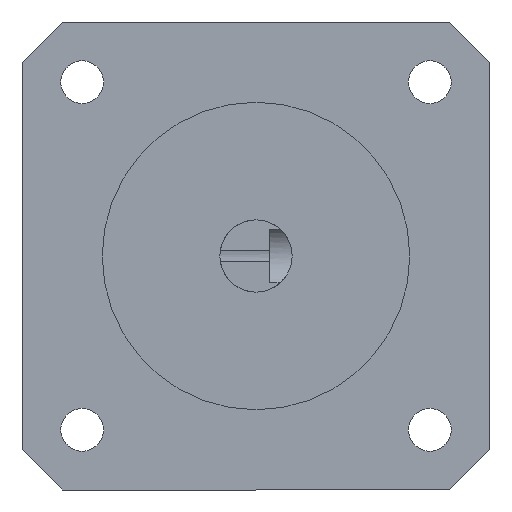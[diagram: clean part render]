
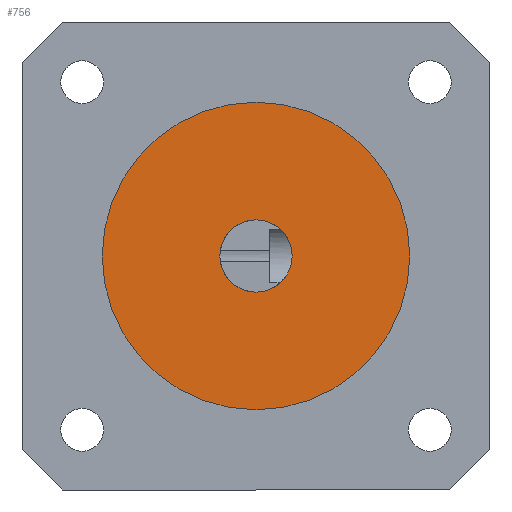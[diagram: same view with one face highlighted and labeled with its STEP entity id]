
A CAD part, left-side view. The second image highlights one B-rep face of the part: STEP entity #756.
In plain terms, the highlighted planar face has unit normal (-1, 0, 0).
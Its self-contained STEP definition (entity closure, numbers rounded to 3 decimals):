
#10 = EDGE_LOOP ( 'NONE', ( #2938, #45 ) ) ;
#45 = ORIENTED_EDGE ( 'NONE', *, *, #72, .T. ) ;
#49 = EDGE_CURVE ( 'NONE', #621, #2374, #2812, .T. ) ;
#72 = EDGE_CURVE ( 'NONE', #3165, #3371, #1074, .T. ) ;
#189 = FACE_BOUND ( 'NONE', #588, .T. ) ;
#222 = AXIS2_PLACEMENT_3D ( 'NONE', #2015, #2528, #1206 ) ;
#279 = CARTESIAN_POINT ( 'NONE',  ( -87., 4., 2.7 ) ) ;
#344 = DIRECTION ( 'NONE',  ( 0., 0., 1. ) ) ;
#588 = EDGE_LOOP ( 'NONE', ( #1513, #3206 ) ) ;
#621 = VERTEX_POINT ( 'NONE', #876 ) ;
#678 = EDGE_CURVE ( 'NONE', #2374, #621, #2804, .T. ) ;
#756 = ADVANCED_FACE ( 'NONE', ( #1725, #189 ), #1498, .T. ) ;
#791 = CIRCLE ( 'NONE', #1579, 11.5 ) ;
#876 = CARTESIAN_POINT ( 'NONE',  ( -87., 4., -2.7 ) ) ;
#1025 = EDGE_CURVE ( 'NONE', #3371, #3165, #791, .T. ) ;
#1074 = CIRCLE ( 'NONE', #3033, 11.5 ) ;
#1206 = DIRECTION ( 'NONE',  ( 0., 0., 1. ) ) ;
#1498 = PLANE ( 'NONE',  #222 ) ;
#1513 = ORIENTED_EDGE ( 'NONE', *, *, #678, .T. ) ;
#1541 = DIRECTION ( 'NONE',  ( -1., 0., 0. ) ) ;
#1579 = AXIS2_PLACEMENT_3D ( 'NONE', #3027, #2210, #344 ) ;
#1669 = DIRECTION ( 'NONE',  ( 0., 0., 1. ) ) ;
#1725 = FACE_OUTER_BOUND ( 'NONE', #10, .T. ) ;
#1962 = AXIS2_PLACEMENT_3D ( 'NONE', #2194, #3260, #1669 ) ;
#2011 = DIRECTION ( 'NONE',  ( 0., 0., 1. ) ) ;
#2015 = CARTESIAN_POINT ( 'NONE',  ( -87., 4., 0. ) ) ;
#2042 = CARTESIAN_POINT ( 'NONE',  ( -87., 4., 11.5 ) ) ;
#2194 = CARTESIAN_POINT ( 'NONE',  ( -87., 4., 0. ) ) ;
#2195 = AXIS2_PLACEMENT_3D ( 'NONE', #2327, #2574, #2343 ) ;
#2210 = DIRECTION ( 'NONE',  ( -1., 0., 0. ) ) ;
#2327 = CARTESIAN_POINT ( 'NONE',  ( -87., 4., 0. ) ) ;
#2343 = DIRECTION ( 'NONE',  ( 0., 0., 1. ) ) ;
#2374 = VERTEX_POINT ( 'NONE', #279 ) ;
#2528 = DIRECTION ( 'NONE',  ( -1., 0., 0. ) ) ;
#2574 = DIRECTION ( 'NONE',  ( 1., 0., 0. ) ) ;
#2598 = CARTESIAN_POINT ( 'NONE',  ( -87., 4., -11.5 ) ) ;
#2804 = CIRCLE ( 'NONE', #1962, 2.7 ) ;
#2812 = CIRCLE ( 'NONE', #2195, 2.7 ) ;
#2938 = ORIENTED_EDGE ( 'NONE', *, *, #1025, .T. ) ;
#3027 = CARTESIAN_POINT ( 'NONE',  ( -87., 4., 0. ) ) ;
#3033 = AXIS2_PLACEMENT_3D ( 'NONE', #3098, #1541, #2011 ) ;
#3098 = CARTESIAN_POINT ( 'NONE',  ( -87., 4., 0. ) ) ;
#3165 = VERTEX_POINT ( 'NONE', #2598 ) ;
#3206 = ORIENTED_EDGE ( 'NONE', *, *, #49, .T. ) ;
#3260 = DIRECTION ( 'NONE',  ( 1., 0., 0. ) ) ;
#3371 = VERTEX_POINT ( 'NONE', #2042 ) ;
